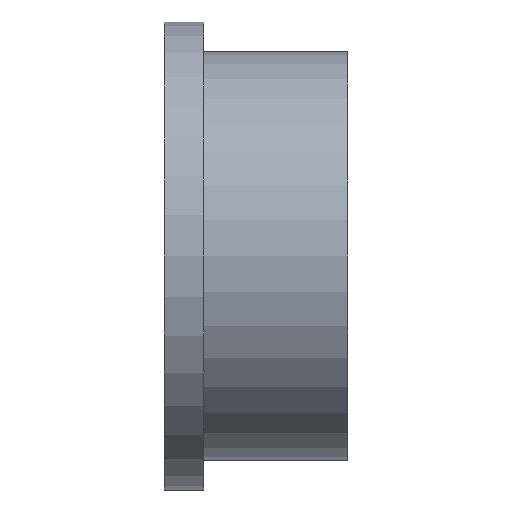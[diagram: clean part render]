
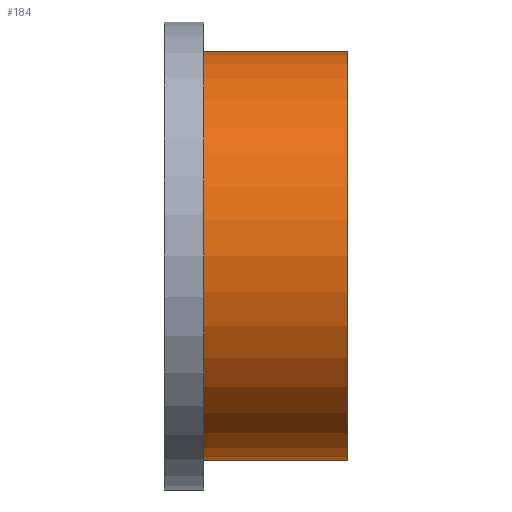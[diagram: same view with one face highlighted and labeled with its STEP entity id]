
A CAD part, left-side view. The second image highlights one B-rep face of the part: STEP entity #184.
In plain terms, the highlighted cylindrical face has radius 3.962 mm (diameter 7.925 mm), a partial arc.
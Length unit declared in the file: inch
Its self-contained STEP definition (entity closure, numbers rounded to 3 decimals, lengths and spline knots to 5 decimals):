
#25 = DIRECTION ( 'NONE',  ( 0., -1., 0. ) ) ;
#34 = ORIENTED_EDGE ( 'NONE', *, *, #615, .T. ) ;
#44 = VERTEX_POINT ( 'NONE', #413 ) ;
#64 = DIRECTION ( 'NONE',  ( 0., 0., -1. ) ) ;
#74 = VERTEX_POINT ( 'NONE', #427 ) ;
#80 = VECTOR ( 'NONE', #346, 39.37008 ) ;
#88 = ORIENTED_EDGE ( 'NONE', *, *, #612, .F. ) ;
#103 = VERTEX_POINT ( 'NONE', #336 ) ;
#112 = DIRECTION ( 'NONE',  ( 0., 0., 1. ) ) ;
#121 = VERTEX_POINT ( 'NONE', #434 ) ;
#141 = CARTESIAN_POINT ( 'NONE',  ( 0., 0.11, -0.156 ) ) ;
#184 = ADVANCED_FACE ( 'NONE', ( #404 ), #251, .T. ) ;
#251 = CYLINDRICAL_SURFACE ( 'NONE', #400, 0.156 ) ;
#259 = CARTESIAN_POINT ( 'NONE',  ( 0., 0., 0. ) ) ;
#262 = EDGE_LOOP ( 'NONE', ( #88, #564, #34, #503 ) ) ;
#296 = AXIS2_PLACEMENT_3D ( 'NONE', #259, #627, #319 ) ;
#307 = AXIS2_PLACEMENT_3D ( 'NONE', #409, #429, #112 ) ;
#319 = DIRECTION ( 'NONE',  ( 0., 0., 1. ) ) ;
#336 = CARTESIAN_POINT ( 'NONE',  ( 0., 0.11, 0.156 ) ) ;
#343 = VECTOR ( 'NONE', #455, 39.37008 ) ;
#346 = DIRECTION ( 'NONE',  ( 0., -1., 0. ) ) ;
#359 = EDGE_CURVE ( 'NONE', #44, #103, #648, .T. ) ;
#366 = CIRCLE ( 'NONE', #296, 0.156 ) ;
#374 = LINE ( 'NONE', #452, #80 ) ;
#389 = EDGE_CURVE ( 'NONE', #121, #74, #366, .T. ) ;
#400 = AXIS2_PLACEMENT_3D ( 'NONE', #421, #25, #64 ) ;
#404 = FACE_OUTER_BOUND ( 'NONE', #262, .T. ) ;
#409 = CARTESIAN_POINT ( 'NONE',  ( 0., 0.11, 0. ) ) ;
#413 = CARTESIAN_POINT ( 'NONE',  ( 0., 0.11, -0.156 ) ) ;
#421 = CARTESIAN_POINT ( 'NONE',  ( 0., 0.11, 0. ) ) ;
#427 = CARTESIAN_POINT ( 'NONE',  ( 0., 0., 0.156 ) ) ;
#429 = DIRECTION ( 'NONE',  ( 0., 1., 0. ) ) ;
#434 = CARTESIAN_POINT ( 'NONE',  ( 0., 0., -0.156 ) ) ;
#452 = CARTESIAN_POINT ( 'NONE',  ( 0., 0.11, 0.156 ) ) ;
#455 = DIRECTION ( 'NONE',  ( 0., -1., 0. ) ) ;
#503 = ORIENTED_EDGE ( 'NONE', *, *, #389, .T. ) ;
#564 = ORIENTED_EDGE ( 'NONE', *, *, #359, .F. ) ;
#612 = EDGE_CURVE ( 'NONE', #103, #74, #374, .T. ) ;
#615 = EDGE_CURVE ( 'NONE', #44, #121, #623, .T. ) ;
#623 = LINE ( 'NONE', #141, #343 ) ;
#627 = DIRECTION ( 'NONE',  ( 0., 1., 0. ) ) ;
#648 = CIRCLE ( 'NONE', #307, 0.156 ) ;
